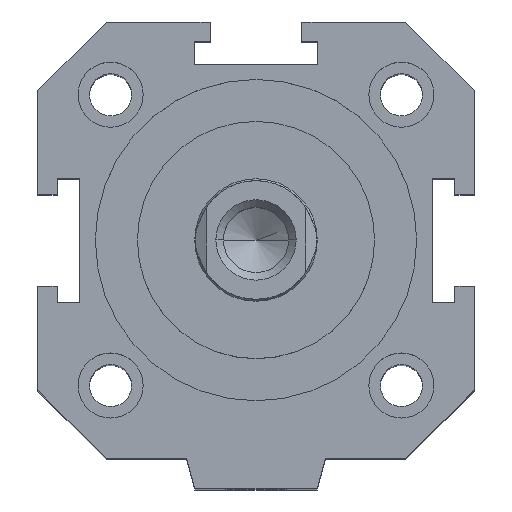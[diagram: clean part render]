
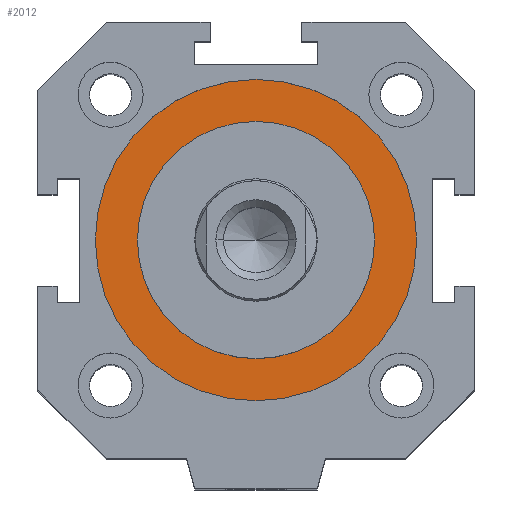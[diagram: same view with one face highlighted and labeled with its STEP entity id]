
A CAD part, top view. The second image highlights one B-rep face of the part: STEP entity #2012.
In plain terms, the highlighted planar face has unit normal (0, 0, 1).
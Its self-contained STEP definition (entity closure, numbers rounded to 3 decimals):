
#256=CARTESIAN_POINT('',(-15.5,0.,84.75));
#257=VERTEX_POINT('',#256);
#266=CARTESIAN_POINT('',(0.0,-15.5,84.75));
#267=VERTEX_POINT('',#266);
#268=CARTESIAN_POINT('',(0.0,0.0,84.75));
#269=DIRECTION('',(0.0,0.0,-1.0));
#270=DIRECTION('',(0.0,-1.0,0.0));
#271=AXIS2_PLACEMENT_3D('',#268,#269,#270);
#272=CIRCLE('',#271,15.5);
#273=EDGE_CURVE('',#267,#257,#272,.T.);
#275=CARTESIAN_POINT('',(15.5,0.,84.75));
#276=VERTEX_POINT('',#275);
#277=CARTESIAN_POINT('',(0.0,0.0,84.75));
#278=DIRECTION('',(0.0,0.0,-1.0));
#279=DIRECTION('',(0.0,-1.0,0.0));
#280=AXIS2_PLACEMENT_3D('',#277,#278,#279);
#281=CIRCLE('',#280,15.5);
#282=EDGE_CURVE('',#276,#267,#281,.T.);
#400=CARTESIAN_POINT('',(0.0,-21.,84.75));
#401=VERTEX_POINT('',#400);
#410=CARTESIAN_POINT('',(0.,21.,84.75));
#411=VERTEX_POINT('',#410);
#412=CARTESIAN_POINT('',(0.0,0.0,84.75));
#413=DIRECTION('',(0.0,0.0,-1.0));
#414=DIRECTION('',(0.0,-1.0,0.0));
#415=AXIS2_PLACEMENT_3D('',#412,#413,#414);
#416=CIRCLE('',#415,21.);
#417=EDGE_CURVE('',#401,#411,#416,.T.);
#1982=CARTESIAN_POINT('',(0.0,0.0,84.75));
#1983=DIRECTION('',(0.0,0.0,-1.0));
#1984=DIRECTION('',(0.0,-1.0,0.0));
#1985=AXIS2_PLACEMENT_3D('',#1982,#1983,#1984);
#1986=CIRCLE('',#1985,21.);
#1987=EDGE_CURVE('',#411,#401,#1986,.T.);
#1992=CARTESIAN_POINT('',(0.0,-18.25,84.75));
#1993=DIRECTION('',(0.0,0.0,-1.0));
#1994=DIRECTION('',(-1.0,0.0,0.0));
#1995=AXIS2_PLACEMENT_3D('',#1992,#1993,#1994);
#1996=PLANE('',#1995);
#1997=ORIENTED_EDGE('',*,*,#417,.F.);
#1998=ORIENTED_EDGE('',*,*,#1987,.F.);
#1999=EDGE_LOOP('',(#1997,#1998));
#2000=FACE_OUTER_BOUND('',#1999,.T.);
#2001=ORIENTED_EDGE('',*,*,#273,.T.);
#2002=CARTESIAN_POINT('',(0.0,0.0,84.75));
#2003=DIRECTION('',(0.0,0.0,-1.0));
#2004=DIRECTION('',(0.0,-1.0,0.0));
#2005=AXIS2_PLACEMENT_3D('',#2002,#2003,#2004);
#2006=CIRCLE('',#2005,15.5);
#2007=EDGE_CURVE('',#257,#276,#2006,.T.);
#2008=ORIENTED_EDGE('',*,*,#2007,.T.);
#2009=ORIENTED_EDGE('',*,*,#282,.T.);
#2010=EDGE_LOOP('',(#2001,#2008,#2009));
#2011=FACE_BOUND('',#2010,.T.);
#2012=ADVANCED_FACE('',(#2000,#2011),#1996,.F.);
